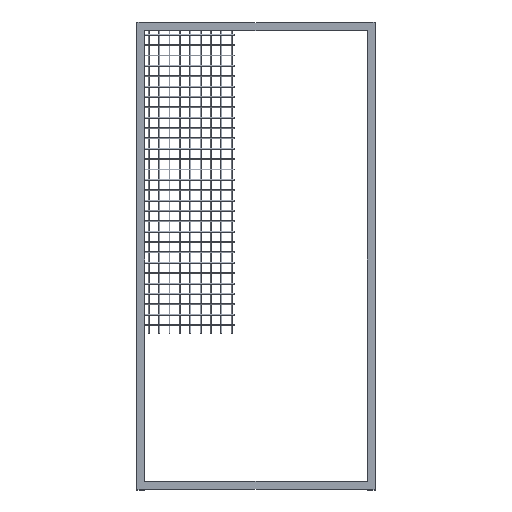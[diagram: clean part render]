
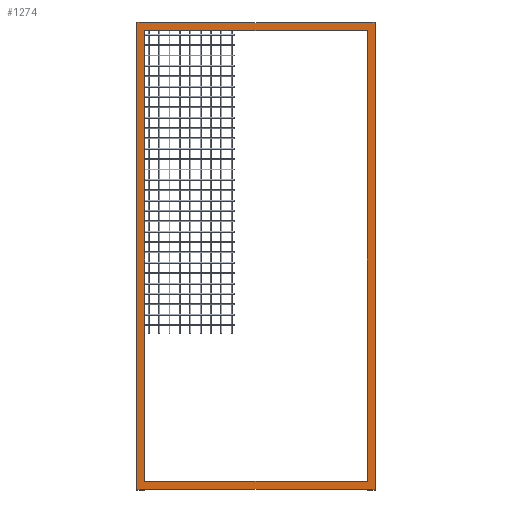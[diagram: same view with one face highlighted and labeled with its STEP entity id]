
A CAD part, top view. The second image highlights one B-rep face of the part: STEP entity #1274.
In plain terms, the highlighted planar face has unit normal (0, 0, 1).
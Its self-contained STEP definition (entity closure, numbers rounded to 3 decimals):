
#1274=ADVANCED_FACE('',(#2630,#2631),#2632,.F.);
#2630=FACE_BOUND('',#4026,.T.);
#2631=FACE_OUTER_BOUND('',#4027,.T.);
#2632=PLANE('',#4028);
#4026=EDGE_LOOP('',(#7709,#7710,#7711,#7712));
#4027=EDGE_LOOP('',(#7713,#7714,#7715,#7716,#7717,#7718,#7719,#7720,#7721,#7722,#7723,#7724));
#4028=AXIS2_PLACEMENT_3D('',#7725,#7726,#7727);
#7709=ORIENTED_EDGE('',*,*,#9448,.F.);
#7710=ORIENTED_EDGE('',*,*,#9445,.T.);
#7711=ORIENTED_EDGE('',*,*,#9443,.T.);
#7712=ORIENTED_EDGE('',*,*,#9440,.F.);
#7713=ORIENTED_EDGE('',*,*,#9436,.F.);
#7714=ORIENTED_EDGE('',*,*,#9433,.F.);
#7715=ORIENTED_EDGE('',*,*,#9495,.F.);
#7716=ORIENTED_EDGE('',*,*,#9497,.F.);
#7717=ORIENTED_EDGE('',*,*,#9487,.F.);
#7718=ORIENTED_EDGE('',*,*,#9427,.T.);
#7719=ORIENTED_EDGE('',*,*,#9422,.F.);
#7720=ORIENTED_EDGE('',*,*,#9419,.T.);
#7721=ORIENTED_EDGE('',*,*,#9417,.F.);
#7722=ORIENTED_EDGE('',*,*,#9412,.T.);
#7723=ORIENTED_EDGE('',*,*,#9408,.F.);
#7724=ORIENTED_EDGE('',*,*,#9402,.F.);
#7725=CARTESIAN_POINT('',(890.,1801.5,15.0));
#7726=DIRECTION('',(0.,0.,-1.0));
#7727=DIRECTION('',(1.0,0.,0.));
#9402=EDGE_CURVE('',#11534,#11535,#11536,.T.);
#9408=EDGE_CURVE('',#11535,#11545,#11546,.T.);
#9412=EDGE_CURVE('',#11551,#11545,#11552,.T.);
#9417=EDGE_CURVE('',#11551,#11555,#11558,.T.);
#9419=EDGE_CURVE('',#11560,#11555,#11561,.T.);
#9422=EDGE_CURVE('',#11560,#11564,#11565,.T.);
#9427=EDGE_CURVE('',#11572,#11564,#11573,.T.);
#9433=EDGE_CURVE('',#11579,#11577,#11581,.T.);
#9436=EDGE_CURVE('',#11577,#11534,#11584,.T.);
#9440=EDGE_CURVE('',#11588,#11586,#11590,.T.);
#9443=EDGE_CURVE('',#11592,#11586,#11594,.T.);
#9445=EDGE_CURVE('',#11596,#11592,#11597,.T.);
#9448=EDGE_CURVE('',#11596,#11588,#11600,.T.);
#9487=EDGE_CURVE('',#11572,#11650,#11651,.T.);
#9495=EDGE_CURVE('',#11660,#11579,#11662,.T.);
#9497=EDGE_CURVE('',#11650,#11660,#11664,.T.);
#11534=VERTEX_POINT('',#14345);
#11535=VERTEX_POINT('',#14346);
#11536=LINE('',#14347,#14348);
#11545=VERTEX_POINT('',#14361);
#11546=LINE('',#14362,#14363);
#11551=VERTEX_POINT('',#14370);
#11552=LINE('',#14371,#14372);
#11555=VERTEX_POINT('',#14376);
#11558=LINE('',#14381,#14382);
#11560=VERTEX_POINT('',#14384);
#11561=LINE('',#14385,#14386);
#11564=VERTEX_POINT('',#14390);
#11565=LINE('',#14391,#14392);
#11572=VERTEX_POINT('',#14402);
#11573=LINE('',#14403,#14404);
#11577=VERTEX_POINT('',#14409);
#11579=VERTEX_POINT('',#14412);
#11581=LINE('',#14415,#14416);
#11584=LINE('',#14420,#14421);
#11586=VERTEX_POINT('',#14423);
#11588=VERTEX_POINT('',#14426);
#11590=LINE('',#14429,#14430);
#11592=VERTEX_POINT('',#14432);
#11594=LINE('',#14435,#14436);
#11596=VERTEX_POINT('',#14438);
#11597=LINE('',#14439,#14440);
#11600=LINE('',#14444,#14445);
#11650=VERTEX_POINT('',#14515);
#11651=LINE('',#14516,#14517);
#11660=VERTEX_POINT('',#14530);
#11662=LINE('',#14533,#14534);
#11664=LINE('',#14536,#14537);
#14345=CARTESIAN_POINT('',(875.,1803.0,15.0));
#14346=CARTESIAN_POINT('',(905.,1803.0,15.0));
#14347=CARTESIAN_POINT('',(890.,1803.0,15.0));
#14348=VECTOR('',#16355,30.0);
#14361=CARTESIAN_POINT('',(905.,-3.,15.0));
#14362=CARTESIAN_POINT('',(905.,1801.5,15.0));
#14363=VECTOR('',#16360,3.0);
#14370=CARTESIAN_POINT('',(875.,-3.,15.0));
#14371=CARTESIAN_POINT('',(890.,-3.,15.0));
#14372=VECTOR('',#16363,30.0);
#14376=CARTESIAN_POINT('',(875.,0.,15.0));
#14381=CARTESIAN_POINT('',(875.,-1.5,15.0));
#14382=VECTOR('',#16367,3.0);
#14384=CARTESIAN_POINT('',(15.,0.,15.0));
#14385=CARTESIAN_POINT('',(-15.0,0.0,15.0));
#14386=VECTOR('',#16368,920.0);
#14390=CARTESIAN_POINT('',(15.,-3.,15.0));
#14391=CARTESIAN_POINT('',(15.,-1.5,15.0));
#14392=VECTOR('',#16370,3.0);
#14402=CARTESIAN_POINT('',(-15.,-3.,15.0));
#14403=CARTESIAN_POINT('',(0.,-3.,15.0));
#14404=VECTOR('',#16374,30.0);
#14409=CARTESIAN_POINT('',(875.,1800.0,15.0));
#14412=CARTESIAN_POINT('',(15.,1800.0,15.0));
#14415=CARTESIAN_POINT('',(-15.0,1800.0,15.0));
#14416=VECTOR('',#16381,920.0);
#14420=CARTESIAN_POINT('',(875.,1801.5,15.0));
#14421=VECTOR('',#16383,3.0);
#14423=CARTESIAN_POINT('',(875.0,30.,15.0));
#14426=CARTESIAN_POINT('',(15.,30.,15.0));
#14429=CARTESIAN_POINT('',(15.,30.,15.0));
#14430=VECTOR('',#16386,860.0);
#14432=CARTESIAN_POINT('',(875.0,1770.0,15.0));
#14435=CARTESIAN_POINT('',(875.0,1770.0,15.0));
#14436=VECTOR('',#16388,1740.0);
#14438=CARTESIAN_POINT('',(15.,1770.0,15.0));
#14439=CARTESIAN_POINT('',(15.,1770.0,15.0));
#14440=VECTOR('',#16389,860.0);
#14444=CARTESIAN_POINT('',(15.,1770.0,15.0));
#14445=VECTOR('',#16391,1740.0);
#14515=CARTESIAN_POINT('',(-15.,1803.0,15.0));
#14516=CARTESIAN_POINT('',(-15.,-1.5,15.0));
#14517=VECTOR('',#16427,3.0);
#14530=CARTESIAN_POINT('',(15.,1803.0,15.0));
#14533=CARTESIAN_POINT('',(15.,1801.5,15.0));
#14534=VECTOR('',#16433,3.0);
#14536=CARTESIAN_POINT('',(0.,1803.0,15.0));
#14537=VECTOR('',#16434,30.0);
#16355=DIRECTION('',(1.0,0.0,0.));
#16360=DIRECTION('',(0.0,-1.0,0.));
#16363=DIRECTION('',(1.0,0.0,0.));
#16367=DIRECTION('',(0.0,1.0,0.));
#16368=DIRECTION('',(1.0,0.0,0.0));
#16370=DIRECTION('',(0.0,-1.0,0.));
#16374=DIRECTION('',(1.0,0.0,0.));
#16381=DIRECTION('',(1.0,0.0,0.0));
#16383=DIRECTION('',(0.0,1.0,0.));
#16386=DIRECTION('',(1.0,0.0,0.0));
#16388=DIRECTION('',(0.0,-1.0,0.0));
#16389=DIRECTION('',(1.0,0.0,0.0));
#16391=DIRECTION('',(0.0,-1.0,0.0));
#16427=DIRECTION('',(0.0,1.0,0.));
#16433=DIRECTION('',(0.0,-1.0,0.));
#16434=DIRECTION('',(1.0,0.0,0.));
